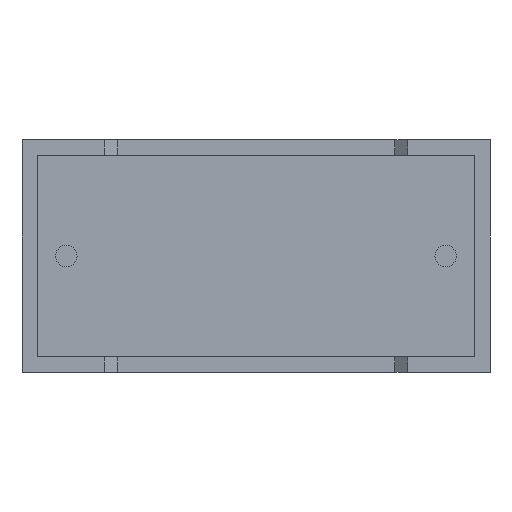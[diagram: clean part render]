
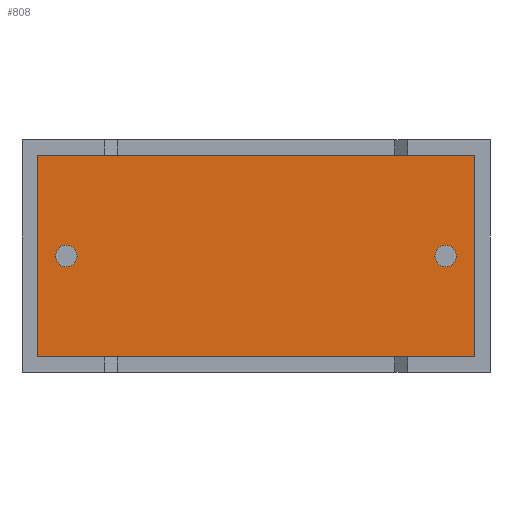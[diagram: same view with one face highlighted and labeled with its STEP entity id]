
A CAD part, front view. The second image highlights one B-rep face of the part: STEP entity #808.
In plain terms, the highlighted planar face has unit normal (0, -1, 0).
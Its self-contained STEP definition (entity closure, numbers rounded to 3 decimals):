
#135 = CARTESIAN_POINT ( 'NONE',  ( 17.883, 0.75, 8.583 ) ) ;
#138 = CARTESIAN_POINT ( 'NONE',  ( 16.75, 0.75, 4.175 ) ) ;
#175 = VERTEX_POINT ( 'NONE', #138 ) ;
#209 = DIRECTION ( 'NONE',  ( 0., 0., -1. ) ) ;
#322 = FACE_OUTER_BOUND ( 'NONE', #1671, .T. ) ;
#329 = CIRCLE ( 'NONE', #2900, 0.425 ) ;
#378 = VERTEX_POINT ( 'NONE', #3058 ) ;
#402 = ORIENTED_EDGE ( 'NONE', *, *, #1329, .T. ) ;
#413 = DIRECTION ( 'NONE',  ( 0., 0., 1. ) ) ;
#509 = CARTESIAN_POINT ( 'NONE',  ( 0., 0.75, 0. ) ) ;
#557 = CARTESIAN_POINT ( 'NONE',  ( 1.75, 0.75, 5.025 ) ) ;
#629 = ORIENTED_EDGE ( 'NONE', *, *, #681, .F. ) ;
#664 = VECTOR ( 'NONE', #2260, 1000. ) ;
#669 = VECTOR ( 'NONE', #1947, 1000. ) ;
#681 = EDGE_CURVE ( 'NONE', #749, #1890, #1850, .T. ) ;
#735 = EDGE_CURVE ( 'NONE', #1190, #175, #2840, .T. ) ;
#749 = VERTEX_POINT ( 'NONE', #1435 ) ;
#766 = AXIS2_PLACEMENT_3D ( 'NONE', #1144, #1879, #1915 ) ;
#773 = FACE_BOUND ( 'NONE', #2454, .T. ) ;
#801 = CARTESIAN_POINT ( 'NONE',  ( 1.75, 0.75, 4.6 ) ) ;
#808 = ADVANCED_FACE ( 'NONE', ( #773, #322, #1215 ), #2629, .T. ) ;
#885 = DIRECTION ( 'NONE',  ( 0., -1., 0. ) ) ;
#1032 = LINE ( 'NONE', #2925, #664 ) ;
#1051 = ORIENTED_EDGE ( 'NONE', *, *, #2253, .T. ) ;
#1144 = CARTESIAN_POINT ( 'NONE',  ( 1.75, 0.75, 4.6 ) ) ;
#1190 = VERTEX_POINT ( 'NONE', #2241 ) ;
#1215 = FACE_BOUND ( 'NONE', #2922, .T. ) ;
#1229 = DIRECTION ( 'NONE',  ( 0., -1., 0. ) ) ;
#1271 = DIRECTION ( 'NONE',  ( 0., 0., -1. ) ) ;
#1329 = EDGE_CURVE ( 'NONE', #1472, #3015, #2288, .T. ) ;
#1363 = CARTESIAN_POINT ( 'NONE',  ( 0.617, 0.75, 0.617 ) ) ;
#1407 = VERTEX_POINT ( 'NONE', #1363 ) ;
#1435 = CARTESIAN_POINT ( 'NONE',  ( 1.75, 0.75, 4.175 ) ) ;
#1449 = AXIS2_PLACEMENT_3D ( 'NONE', #801, #2243, #2464 ) ;
#1472 = VERTEX_POINT ( 'NONE', #2618 ) ;
#1504 = VECTOR ( 'NONE', #2729, 1000. ) ;
#1527 = EDGE_CURVE ( 'NONE', #1407, #1472, #1645, .T. ) ;
#1536 = LINE ( 'NONE', #135, #1504 ) ;
#1576 = ORIENTED_EDGE ( 'NONE', *, *, #2228, .T. ) ;
#1625 = CARTESIAN_POINT ( 'NONE',  ( 16.75, 0.75, 4.6 ) ) ;
#1645 = LINE ( 'NONE', #2179, #669 ) ;
#1671 = EDGE_LOOP ( 'NONE', ( #1576, #2466, #402, #1051 ) ) ;
#1823 = CARTESIAN_POINT ( 'NONE',  ( 17.883, 0.75, 0.617 ) ) ;
#1850 = CIRCLE ( 'NONE', #766, 0.425 ) ;
#1879 = DIRECTION ( 'NONE',  ( 0., -1., 0. ) ) ;
#1890 = VERTEX_POINT ( 'NONE', #557 ) ;
#1915 = DIRECTION ( 'NONE',  ( 0., 0., -1. ) ) ;
#1947 = DIRECTION ( 'NONE',  ( 1., 0., 0. ) ) ;
#2085 = CARTESIAN_POINT ( 'NONE',  ( 16.75, 0.75, 4.6 ) ) ;
#2116 = DIRECTION ( 'NONE',  ( 0., -1., 0. ) ) ;
#2147 = AXIS2_PLACEMENT_3D ( 'NONE', #1625, #2116, #2584 ) ;
#2179 = CARTESIAN_POINT ( 'NONE',  ( 0.617, 0.75, 0.617 ) ) ;
#2203 = VECTOR ( 'NONE', #413, 1000. ) ;
#2228 = EDGE_CURVE ( 'NONE', #378, #1407, #1032, .T. ) ;
#2232 = EDGE_CURVE ( 'NONE', #1890, #749, #2247, .T. ) ;
#2241 = CARTESIAN_POINT ( 'NONE',  ( 16.75, 0.75, 5.025 ) ) ;
#2243 = DIRECTION ( 'NONE',  ( 0., -1., 0. ) ) ;
#2247 = CIRCLE ( 'NONE', #1449, 0.425 ) ;
#2253 = EDGE_CURVE ( 'NONE', #3015, #378, #1536, .T. ) ;
#2260 = DIRECTION ( 'NONE',  ( 0., 0., -1. ) ) ;
#2288 = LINE ( 'NONE', #1823, #2203 ) ;
#2359 = ORIENTED_EDGE ( 'NONE', *, *, #2827, .F. ) ;
#2454 = EDGE_LOOP ( 'NONE', ( #2719, #2359 ) ) ;
#2464 = DIRECTION ( 'NONE',  ( 0., 0., -1. ) ) ;
#2466 = ORIENTED_EDGE ( 'NONE', *, *, #1527, .T. ) ;
#2470 = CARTESIAN_POINT ( 'NONE',  ( 17.883, 0.75, 8.583 ) ) ;
#2584 = DIRECTION ( 'NONE',  ( 0., 0., -1. ) ) ;
#2618 = CARTESIAN_POINT ( 'NONE',  ( 17.883, 0.75, 0.617 ) ) ;
#2629 = PLANE ( 'NONE',  #2698 ) ;
#2698 = AXIS2_PLACEMENT_3D ( 'NONE', #509, #1229, #1271 ) ;
#2719 = ORIENTED_EDGE ( 'NONE', *, *, #735, .F. ) ;
#2729 = DIRECTION ( 'NONE',  ( -1., 0., 0. ) ) ;
#2827 = EDGE_CURVE ( 'NONE', #175, #1190, #329, .T. ) ;
#2840 = CIRCLE ( 'NONE', #2147, 0.425 ) ;
#2900 = AXIS2_PLACEMENT_3D ( 'NONE', #2085, #885, #209 ) ;
#2922 = EDGE_LOOP ( 'NONE', ( #2958, #629 ) ) ;
#2925 = CARTESIAN_POINT ( 'NONE',  ( 0.617, 0.75, 8.583 ) ) ;
#2958 = ORIENTED_EDGE ( 'NONE', *, *, #2232, .F. ) ;
#3015 = VERTEX_POINT ( 'NONE', #2470 ) ;
#3058 = CARTESIAN_POINT ( 'NONE',  ( 0.617, 0.75, 8.583 ) ) ;
